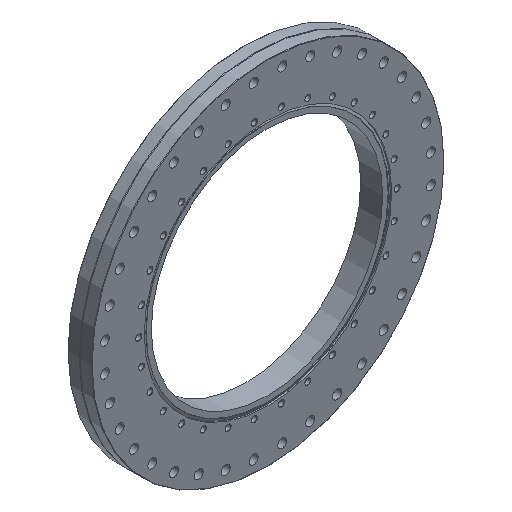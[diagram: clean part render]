
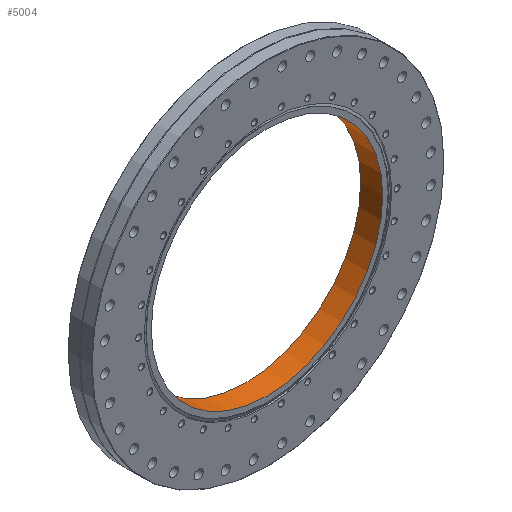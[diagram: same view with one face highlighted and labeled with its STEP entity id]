
A CAD part, isometric view. The second image highlights one B-rep face of the part: STEP entity #5004.
In plain terms, the highlighted cylindrical face has radius 137.5 mm (diameter 275 mm), a full revolution.
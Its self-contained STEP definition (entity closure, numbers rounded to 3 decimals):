
#303=CYLINDRICAL_SURFACE('',#5550,137.5);
#720=FACE_OUTER_BOUND('',#1104,.T.);
#1104=EDGE_LOOP('',(#4615,#4616,#4617,#4618));
#1379=LINE('',#21375,#1652);
#1652=VECTOR('',#6871,137.5);
#1958=CIRCLE('',#5549,137.5);
#1959=CIRCLE('',#5551,137.5);
#2453=VERTEX_POINT('',#21371);
#2454=VERTEX_POINT('',#21374);
#3174=EDGE_CURVE('',#2453,#2453,#1958,.T.);
#3175=EDGE_CURVE('',#2453,#2454,#1379,.T.);
#3176=EDGE_CURVE('',#2454,#2454,#1959,.T.);
#4615=ORIENTED_EDGE('',*,*,#3174,.T.);
#4616=ORIENTED_EDGE('',*,*,#3175,.T.);
#4617=ORIENTED_EDGE('',*,*,#3176,.F.);
#4618=ORIENTED_EDGE('',*,*,#3175,.F.);
#5004=ADVANCED_FACE('',(#720),#303,.F.);
#5549=AXIS2_PLACEMENT_3D('',#21372,#6867,#6868);
#5550=AXIS2_PLACEMENT_3D('',#21373,#6869,#6870);
#5551=AXIS2_PLACEMENT_3D('',#21376,#6872,#6873);
#6867=DIRECTION('center_axis',(0.,1.,0.));
#6868=DIRECTION('ref_axis',(1.,0.,0.));
#6869=DIRECTION('center_axis',(0.,1.,0.));
#6870=DIRECTION('ref_axis',(-1.,0.,0.));
#6871=DIRECTION('',(0.,-1.,0.));
#6872=DIRECTION('center_axis',(0.,1.,0.));
#6873=DIRECTION('ref_axis',(1.,0.,0.));
#21371=CARTESIAN_POINT('',(137.5,27.33,0.));
#21372=CARTESIAN_POINT('Origin',(0.,27.33,0.));
#21373=CARTESIAN_POINT('Origin',(0.,14.25,0.));
#21374=CARTESIAN_POINT('',(137.5,1.17,0.));
#21375=CARTESIAN_POINT('',(137.5,14.25,0.));
#21376=CARTESIAN_POINT('Origin',(0.,1.17,0.));
